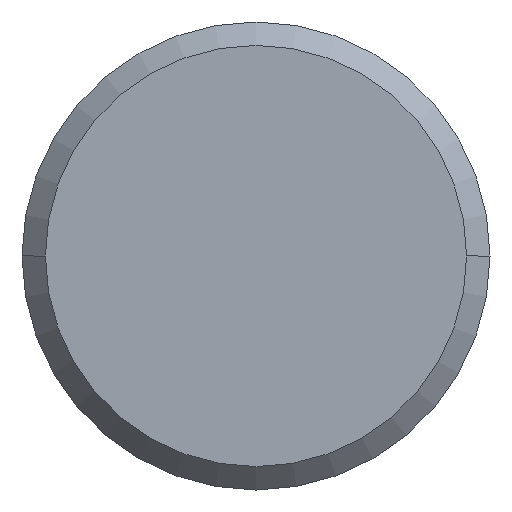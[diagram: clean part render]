
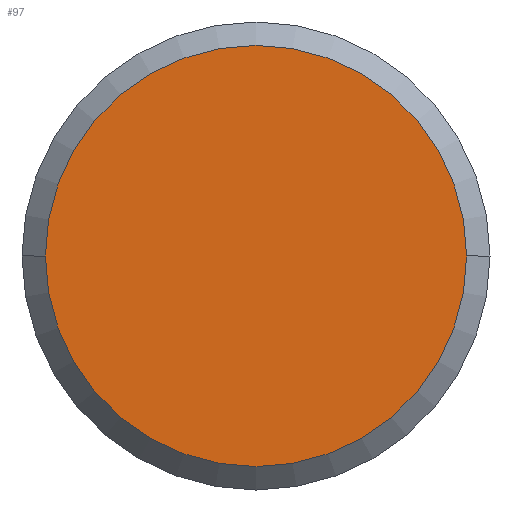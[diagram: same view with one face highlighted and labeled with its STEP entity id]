
A CAD part, left-side view. The second image highlights one B-rep face of the part: STEP entity #97.
In plain terms, the highlighted planar face has unit normal (-1, 0, 0).
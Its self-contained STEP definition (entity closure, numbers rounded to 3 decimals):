
#6 = CARTESIAN_POINT ( 'NONE',  ( -1.1, 0., 0. ) ) ;
#39 = EDGE_LOOP ( 'NONE', ( #238, #114 ) ) ;
#59 = DIRECTION ( 'NONE',  ( -1., 0., 0. ) ) ;
#66 = EDGE_CURVE ( 'NONE', #251, #109, #198, .T. ) ;
#75 = DIRECTION ( 'NONE',  ( -1., 0., 0. ) ) ;
#89 = AXIS2_PLACEMENT_3D ( 'NONE', #219, #210, #137 ) ;
#92 = AXIS2_PLACEMENT_3D ( 'NONE', #258, #75, #118 ) ;
#97 = ADVANCED_FACE ( 'NONE', ( #265 ), #150, .F. ) ;
#109 = VERTEX_POINT ( 'NONE', #146 ) ;
#114 = ORIENTED_EDGE ( 'NONE', *, *, #239, .T. ) ;
#118 = DIRECTION ( 'NONE',  ( 0., 1., 0. ) ) ;
#137 = DIRECTION ( 'NONE',  ( 0., 1., 0. ) ) ;
#146 = CARTESIAN_POINT ( 'NONE',  ( -1.1, -2.25, 0. ) ) ;
#150 = PLANE ( 'NONE',  #89 ) ;
#198 = CIRCLE ( 'NONE', #246, 2.25 ) ;
#210 = DIRECTION ( 'NONE',  ( 1., 0., 0. ) ) ;
#219 = CARTESIAN_POINT ( 'NONE',  ( -1.1, 0., 0. ) ) ;
#224 = CIRCLE ( 'NONE', #92, 2.25 ) ;
#238 = ORIENTED_EDGE ( 'NONE', *, *, #66, .T. ) ;
#239 = EDGE_CURVE ( 'NONE', #109, #251, #224, .T. ) ;
#242 = CARTESIAN_POINT ( 'NONE',  ( -1.1, 2.25, 0. ) ) ;
#246 = AXIS2_PLACEMENT_3D ( 'NONE', #6, #59, #277 ) ;
#251 = VERTEX_POINT ( 'NONE', #242 ) ;
#258 = CARTESIAN_POINT ( 'NONE',  ( -1.1, 0., 0. ) ) ;
#265 = FACE_OUTER_BOUND ( 'NONE', #39, .T. ) ;
#277 = DIRECTION ( 'NONE',  ( 0., 1., 0. ) ) ;
